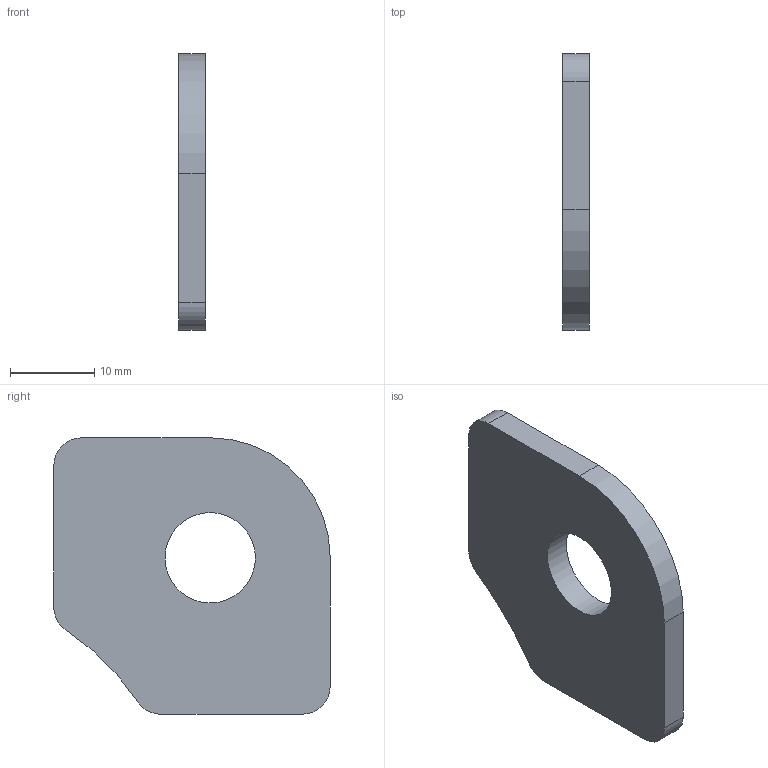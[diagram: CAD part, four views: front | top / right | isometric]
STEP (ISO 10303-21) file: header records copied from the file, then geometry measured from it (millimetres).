
FILE_DESCRIPTION(/* description */ ('2" BOLTED FLNG FOOT GSKT-FKM '),/* implementation_level */ '2;1');
FILE_NAME(/* name */ 'BF200GFV.stp',/* time_stamp */ '2020-07-29T14:33:04-04:00',/* author */ ('ETQ'),/* organization */ (''),/* preprocessor_version */ 'ST-DEVELOPER v17.2',/* originating_system */ 'Autodesk Inventor 2019',/* authorisation */ '');
FILE_SCHEMA (('AUTOMOTIVE_DESIGN { 1 0 10303 214 3 1 1 }'));
Length unit declared in the file: inch
Products named in the file (1): BF200GFV
Bounding box: 3.17 x 32.77 x 32.77 mm (x, y, z)
Volume: 2746.7 mm3; surface area: 2203.2 mm2
Topology: 1 solids, 1 shells, 13 faces, 33 edges, 22 vertices
Faces by surface type: cylinder 7, plane 6
Full cylindrical faces by diameter (mm): 10.716 x1
Entity records: 448 total; most frequent: DIRECTION 75, CARTESIAN_POINT 69, ORIENTED_EDGE 66, EDGE_CURVE 33, AXIS2_PLACEMENT_3D 28, VERTEX_POINT 22, LINE 19, VECTOR 19
